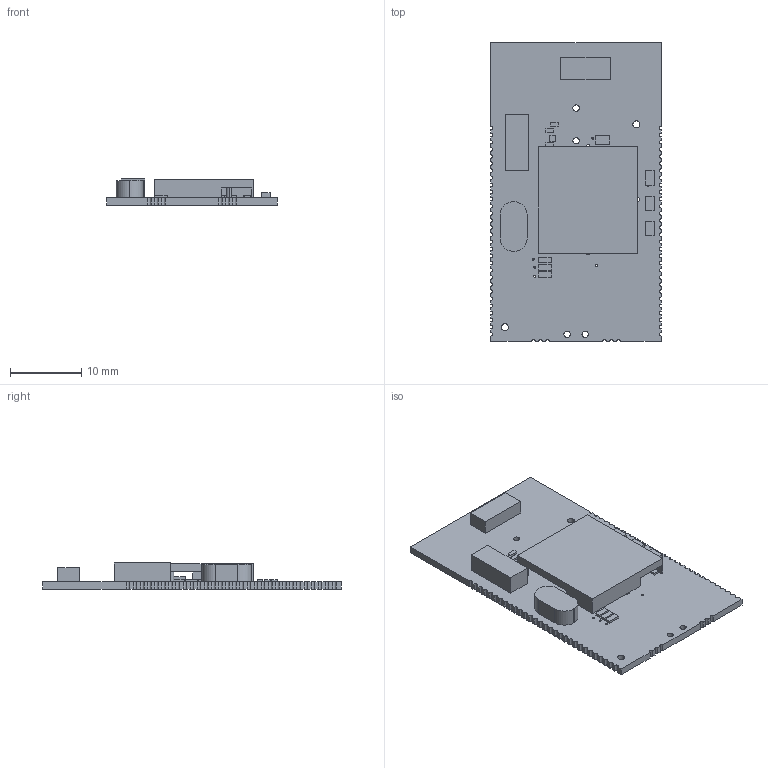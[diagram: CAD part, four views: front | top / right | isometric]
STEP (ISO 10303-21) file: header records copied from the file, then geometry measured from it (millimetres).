
FILE_DESCRIPTION (( 'STEP AP214' ), '1' );
FILE_NAME ('RUSSIAN 061-0167.STEP', '2016-04-27T19:40:13', ( '' ), ( '' ), 'SwSTEP 2.0', 'SolidWorks 2015', '' );
FILE_SCHEMA (( 'AUTOMOTIVE_DESIGN' ));
Length unit declared in the file: millimetre
Products named in the file (13): QFN72_QFN72; 6300167REV2_LAYOUT_DATABASE_OSKI_CASTELLATED_MOTE_RUSSIANpcb; RUSSIAN 061-0167; L0201_L0201; CSM3X_CSM3X; SHIELD-440-0045; FR7X3MM_FR7X3MM; ECX306_ECX306; TRT_TRT; TPTP_TP; 0603_0603; 02010201_0201; 0402_0402
Assembly tree (27 placements, depth 2):
  RUSSIAN 061-0167
    6300167REV2_LAYOUT_DATABASE_OSKI_CASTELLATED_MOTE_RUSSIANpcb
    QFN72_QFN72
    0402_0402  x13
    02010201_0201  x3
    0603_0603  x4
    ECX306_ECX306
    FR7X3MM_FR7X3MM
    SHIELD-440-0045
    CSM3X_CSM3X
    L0201_L0201
  TRT_TRT
  TPTP_TP
Bounding box: 24 x 42 x 3.67 mm (x, y, z)
Volume: 1242.1 mm3; surface area: 3200.6 mm2
Topology: 27 solids, 27 shells, 389 faces, 1004 edges, 669 vertices
Faces by surface type: plane 255, cylinder 134
Entity records: 12334 total; most frequent: DIRECTION 1702, CARTESIAN_POINT 1650, ORIENTED_EDGE 1600, EDGE_CURVE 800, AXIS2_PLACEMENT_3D 585, VERTEX_POINT 533, VECTOR 532, LINE 532
